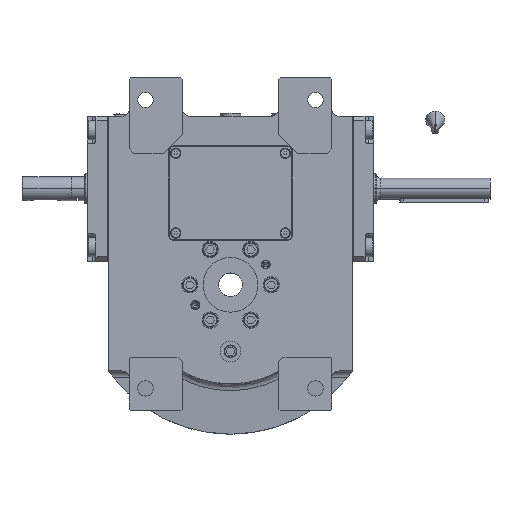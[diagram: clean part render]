
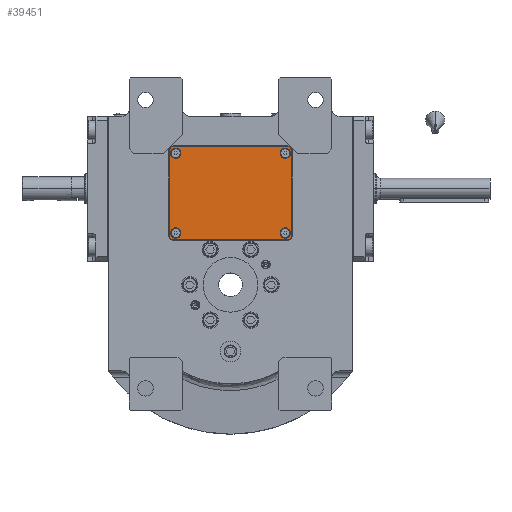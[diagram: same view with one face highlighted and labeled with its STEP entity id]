
A CAD part, front view. The second image highlights one B-rep face of the part: STEP entity #39451.
In plain terms, the highlighted face is planar.
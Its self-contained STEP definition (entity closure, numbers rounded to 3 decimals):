
#984 = AXIS2_PLACEMENT_3D ( 'NONE', #62185, #61833, #51409 ) ;
#1070 = DIRECTION ( 'NONE',  ( 0., 0., 1. ) ) ;
#1179 = CARTESIAN_POINT ( 'NONE',  ( -37., -27., 3. ) ) ;
#1523 = PLANE ( 'NONE',  #984 ) ;
#2066 = CARTESIAN_POINT ( 'NONE',  ( -33.5, 27., 3. ) ) ;
#2215 = LINE ( 'NONE', #61821, #15497 ) ;
#2368 = LINE ( 'NONE', #57299, #64766 ) ;
#2885 = CIRCLE ( 'NONE', #61374, 3.5 ) ;
#3496 = CARTESIAN_POINT ( 'NONE',  ( -41.5, 29.5, 3. ) ) ;
#3537 = CARTESIAN_POINT ( 'NONE',  ( 40.5, 27., 3. ) ) ;
#4010 = DIRECTION ( 'NONE',  ( 1., 0., 0. ) ) ;
#4668 = EDGE_LOOP ( 'NONE', ( #48974, #56599 ) ) ;
#4873 = ORIENTED_EDGE ( 'NONE', *, *, #58756, .F. ) ;
#5481 = AXIS2_PLACEMENT_3D ( 'NONE', #1179, #54445, #53729 ) ;
#5852 = DIRECTION ( 'NONE',  ( 0.707, 0.707, 0. ) ) ;
#6913 = FACE_BOUND ( 'NONE', #14757, .T. ) ;
#7304 = VERTEX_POINT ( 'NONE', #66042 ) ;
#7529 = EDGE_LOOP ( 'NONE', ( #39505, #12416, #58182, #16493, #42822, #18009, #27170, #59334 ) ) ;
#7626 = DIRECTION ( 'NONE',  ( -1., 0., 0. ) ) ;
#9243 = CARTESIAN_POINT ( 'NONE',  ( 41.5, 29.5, 3. ) ) ;
#9343 = CARTESIAN_POINT ( 'NONE',  ( -39.5, -31.5, 3. ) ) ;
#9375 = DIRECTION ( 'NONE',  ( 0., 0., 1. ) ) ;
#10751 = AXIS2_PLACEMENT_3D ( 'NONE', #31264, #53181, #4010 ) ;
#11316 = VECTOR ( 'NONE', #35798, 1000. ) ;
#11946 = FACE_BOUND ( 'NONE', #14445, .T. ) ;
#12416 = ORIENTED_EDGE ( 'NONE', *, *, #53223, .T. ) ;
#12514 = DIRECTION ( 'NONE',  ( 0., 1., 0. ) ) ;
#12620 = DIRECTION ( 'NONE',  ( -1., 0., 0. ) ) ;
#12942 = EDGE_CURVE ( 'NONE', #30652, #65080, #28184, .T. ) ;
#13606 = EDGE_CURVE ( 'NONE', #39550, #51928, #61497, .T. ) ;
#14445 = EDGE_LOOP ( 'NONE', ( #61499, #58812 ) ) ;
#14757 = EDGE_LOOP ( 'NONE', ( #59845, #4873 ) ) ;
#14992 = EDGE_CURVE ( 'NONE', #37335, #42273, #21511, .T. ) ;
#15497 = VECTOR ( 'NONE', #12620, 1000. ) ;
#15911 = EDGE_CURVE ( 'NONE', #16299, #38979, #62392, .T. ) ;
#16299 = VERTEX_POINT ( 'NONE', #21674 ) ;
#16493 = ORIENTED_EDGE ( 'NONE', *, *, #48264, .T. ) ;
#16908 = CIRCLE ( 'NONE', #68467, 3.5 ) ;
#17616 = CIRCLE ( 'NONE', #10751, 3.5 ) ;
#18009 = ORIENTED_EDGE ( 'NONE', *, *, #38811, .T. ) ;
#19521 = EDGE_CURVE ( 'NONE', #19909, #39550, #42731, .T. ) ;
#19588 = DIRECTION ( 'NONE',  ( 0., 0., 1. ) ) ;
#19868 = CARTESIAN_POINT ( 'NONE',  ( 40.5, -27., 3. ) ) ;
#19909 = VERTEX_POINT ( 'NONE', #52369 ) ;
#20417 = CARTESIAN_POINT ( 'NONE',  ( 39.5, 31.5, 3. ) ) ;
#20660 = AXIS2_PLACEMENT_3D ( 'NONE', #29496, #68975, #7626 ) ;
#20710 = DIRECTION ( 'NONE',  ( -0.707, 0.707, 0. ) ) ;
#20938 = ORIENTED_EDGE ( 'NONE', *, *, #62719, .F. ) ;
#21080 = LINE ( 'NONE', #9243, #25306 ) ;
#21511 = CIRCLE ( 'NONE', #5481, 3.5 ) ;
#21674 = CARTESIAN_POINT ( 'NONE',  ( -41.5, 29.5, 3. ) ) ;
#23838 = CARTESIAN_POINT ( 'NONE',  ( -41.5, -29.5, 3. ) ) ;
#24261 = VERTEX_POINT ( 'NONE', #62783 ) ;
#24608 = DIRECTION ( 'NONE',  ( -0.707, -0.707, 0. ) ) ;
#25306 = VECTOR ( 'NONE', #20710, 1000. ) ;
#25649 = DIRECTION ( 'NONE',  ( 1., 0., 0. ) ) ;
#27170 = ORIENTED_EDGE ( 'NONE', *, *, #19521, .T. ) ;
#28084 = VERTEX_POINT ( 'NONE', #2066 ) ;
#28184 = CIRCLE ( 'NONE', #43104, 3.5 ) ;
#28718 = VECTOR ( 'NONE', #37354, 1000. ) ;
#29420 = EDGE_CURVE ( 'NONE', #42273, #37335, #55599, .T. ) ;
#29496 = CARTESIAN_POINT ( 'NONE',  ( -37., 27., 3. ) ) ;
#30383 = LINE ( 'NONE', #57693, #65089 ) ;
#30652 = VERTEX_POINT ( 'NONE', #19868 ) ;
#31025 = EDGE_CURVE ( 'NONE', #56662, #28084, #42446, .T. ) ;
#31264 = CARTESIAN_POINT ( 'NONE',  ( 37., 27., 3. ) ) ;
#31267 = DIRECTION ( 'NONE',  ( -1., 0., 0. ) ) ;
#31484 = DIRECTION ( 'NONE',  ( 1., 0., 0. ) ) ;
#35740 = CARTESIAN_POINT ( 'NONE',  ( -37., -27., 3. ) ) ;
#35798 = DIRECTION ( 'NONE',  ( 0., -1., 0. ) ) ;
#36032 = VECTOR ( 'NONE', #12514, 1000. ) ;
#36448 = VERTEX_POINT ( 'NONE', #53819 ) ;
#36796 = EDGE_CURVE ( 'NONE', #51928, #36448, #50942, .T. ) ;
#36874 = CARTESIAN_POINT ( 'NONE',  ( -37., 27., 3. ) ) ;
#37051 = VERTEX_POINT ( 'NONE', #3537 ) ;
#37335 = VERTEX_POINT ( 'NONE', #56622 ) ;
#37354 = DIRECTION ( 'NONE',  ( 1., 0., 0. ) ) ;
#38811 = EDGE_CURVE ( 'NONE', #38979, #19909, #30383, .T. ) ;
#38979 = VERTEX_POINT ( 'NONE', #23838 ) ;
#39219 = CARTESIAN_POINT ( 'NONE',  ( 39.5, -31.5, 3. ) ) ;
#39451 = ADVANCED_FACE ( 'NONE', ( #40632, #6913, #45672, #49986, #11946 ), #1523, .T. ) ;
#39505 = ORIENTED_EDGE ( 'NONE', *, *, #36796, .T. ) ;
#39550 = VERTEX_POINT ( 'NONE', #39219 ) ;
#40537 = DIRECTION ( 'NONE',  ( 1., 0., 0. ) ) ;
#40592 = CARTESIAN_POINT ( 'NONE',  ( 33.5, -27., 3. ) ) ;
#40632 = FACE_OUTER_BOUND ( 'NONE', #7529, .T. ) ;
#41433 = EDGE_LOOP ( 'NONE', ( #20938, #67624 ) ) ;
#41957 = CARTESIAN_POINT ( 'NONE',  ( 41.5, -29.5, 3. ) ) ;
#42217 = VERTEX_POINT ( 'NONE', #20417 ) ;
#42273 = VERTEX_POINT ( 'NONE', #69954 ) ;
#42446 = CIRCLE ( 'NONE', #20660, 3.5 ) ;
#42731 = LINE ( 'NONE', #9343, #28718 ) ;
#42822 = ORIENTED_EDGE ( 'NONE', *, *, #15911, .T. ) ;
#43104 = AXIS2_PLACEMENT_3D ( 'NONE', #62093, #1070, #40537 ) ;
#45672 = FACE_BOUND ( 'NONE', #41433, .T. ) ;
#46873 = DIRECTION ( 'NONE',  ( -1., 0., 0. ) ) ;
#48264 = EDGE_CURVE ( 'NONE', #24261, #16299, #2368, .T. ) ;
#48974 = ORIENTED_EDGE ( 'NONE', *, *, #12942, .F. ) ;
#49986 = FACE_BOUND ( 'NONE', #4668, .T. ) ;
#50942 = LINE ( 'NONE', #62789, #36032 ) ;
#51409 = DIRECTION ( 'NONE',  ( 1., 0., 0. ) ) ;
#51928 = VERTEX_POINT ( 'NONE', #41957 ) ;
#52313 = DIRECTION ( 'NONE',  ( 0.707, -0.707, 0. ) ) ;
#52369 = CARTESIAN_POINT ( 'NONE',  ( -39.5, -31.5, 3. ) ) ;
#53181 = DIRECTION ( 'NONE',  ( 0., 0., 1. ) ) ;
#53223 = EDGE_CURVE ( 'NONE', #36448, #42217, #21080, .T. ) ;
#53508 = VECTOR ( 'NONE', #5852, 1000. ) ;
#53729 = DIRECTION ( 'NONE',  ( -1., 0., 0. ) ) ;
#53819 = CARTESIAN_POINT ( 'NONE',  ( 41.5, 29.5, 3. ) ) ;
#54100 = DIRECTION ( 'NONE',  ( 0., 0., 1. ) ) ;
#54445 = DIRECTION ( 'NONE',  ( 0., 0., 1. ) ) ;
#55599 = CIRCLE ( 'NONE', #68195, 3.5 ) ;
#56599 = ORIENTED_EDGE ( 'NONE', *, *, #61252, .F. ) ;
#56622 = CARTESIAN_POINT ( 'NONE',  ( -40.5, -27., 3. ) ) ;
#56662 = VERTEX_POINT ( 'NONE', #62433 ) ;
#57299 = CARTESIAN_POINT ( 'NONE',  ( -39.5, 31.5, 3. ) ) ;
#57371 = EDGE_CURVE ( 'NONE', #42217, #24261, #2215, .T. ) ;
#57693 = CARTESIAN_POINT ( 'NONE',  ( -41.5, -29.5, 3. ) ) ;
#58182 = ORIENTED_EDGE ( 'NONE', *, *, #57371, .T. ) ;
#58571 = CARTESIAN_POINT ( 'NONE',  ( 37., -27., 3. ) ) ;
#58756 = EDGE_CURVE ( 'NONE', #7304, #37051, #2885, .T. ) ;
#58812 = ORIENTED_EDGE ( 'NONE', *, *, #14992, .F. ) ;
#59334 = ORIENTED_EDGE ( 'NONE', *, *, #13606, .T. ) ;
#59845 = ORIENTED_EDGE ( 'NONE', *, *, #68154, .F. ) ;
#61252 = EDGE_CURVE ( 'NONE', #65080, #30652, #16908, .T. ) ;
#61374 = AXIS2_PLACEMENT_3D ( 'NONE', #68080, #19588, #46873 ) ;
#61497 = LINE ( 'NONE', #65448, #53508 ) ;
#61499 = ORIENTED_EDGE ( 'NONE', *, *, #29420, .F. ) ;
#61821 = CARTESIAN_POINT ( 'NONE',  ( 39.5, 31.5, 3. ) ) ;
#61833 = DIRECTION ( 'NONE',  ( 0., 0., 1. ) ) ;
#62093 = CARTESIAN_POINT ( 'NONE',  ( 37., -27., 3. ) ) ;
#62185 = CARTESIAN_POINT ( 'NONE',  ( 0., 0., 3. ) ) ;
#62392 = LINE ( 'NONE', #3496, #11316 ) ;
#62433 = CARTESIAN_POINT ( 'NONE',  ( -40.5, 27., 3. ) ) ;
#62719 = EDGE_CURVE ( 'NONE', #28084, #56662, #69921, .T. ) ;
#62783 = CARTESIAN_POINT ( 'NONE',  ( -39.5, 31.5, 3. ) ) ;
#62789 = CARTESIAN_POINT ( 'NONE',  ( 41.5, -29.5, 3. ) ) ;
#63740 = DIRECTION ( 'NONE',  ( 0., 0., 1. ) ) ;
#64766 = VECTOR ( 'NONE', #24608, 1000. ) ;
#65080 = VERTEX_POINT ( 'NONE', #40592 ) ;
#65089 = VECTOR ( 'NONE', #52313, 1000. ) ;
#65448 = CARTESIAN_POINT ( 'NONE',  ( 39.5, -31.5, 3. ) ) ;
#66042 = CARTESIAN_POINT ( 'NONE',  ( 33.5, 27., 3. ) ) ;
#67613 = AXIS2_PLACEMENT_3D ( 'NONE', #36874, #54100, #31484 ) ;
#67624 = ORIENTED_EDGE ( 'NONE', *, *, #31025, .F. ) ;
#68080 = CARTESIAN_POINT ( 'NONE',  ( 37., 27., 3. ) ) ;
#68154 = EDGE_CURVE ( 'NONE', #37051, #7304, #17616, .T. ) ;
#68195 = AXIS2_PLACEMENT_3D ( 'NONE', #35740, #63740, #25649 ) ;
#68467 = AXIS2_PLACEMENT_3D ( 'NONE', #58571, #9375, #31267 ) ;
#68975 = DIRECTION ( 'NONE',  ( 0., 0., 1. ) ) ;
#69921 = CIRCLE ( 'NONE', #67613, 3.5 ) ;
#69954 = CARTESIAN_POINT ( 'NONE',  ( -33.5, -27., 3. ) ) ;
